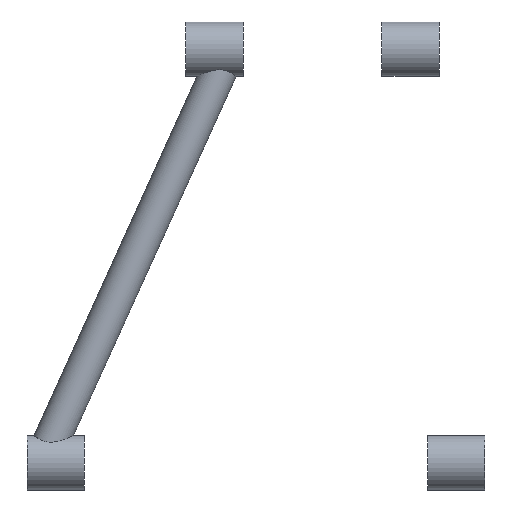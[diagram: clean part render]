
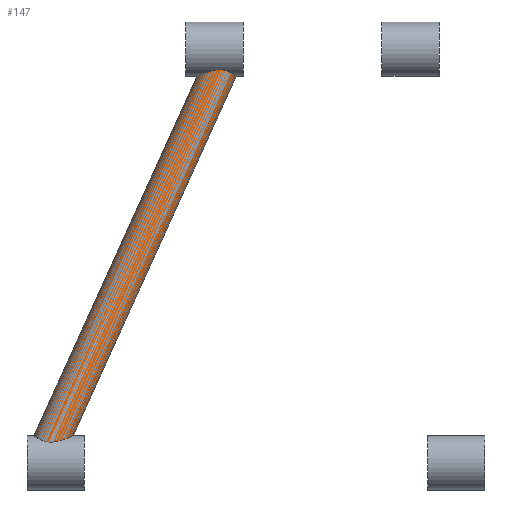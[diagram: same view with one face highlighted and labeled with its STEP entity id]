
A CAD part, left-side view. The second image highlights one B-rep face of the part: STEP entity #147.
In plain terms, the highlighted cylindrical face has radius 12.5 mm (diameter 25 mm), a full revolution.
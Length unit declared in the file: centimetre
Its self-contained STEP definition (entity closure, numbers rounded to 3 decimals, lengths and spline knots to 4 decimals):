
#42=FACE_BOUND('',#62,.T.);
#51=FACE_OUTER_BOUND('',#61,.T.);
#61=EDGE_LOOP('',(#119));
#62=EDGE_LOOP('',(#120));
#77=B_SPLINE_CURVE_WITH_KNOTS('',3,(#213,#214,#215,#216,#217,#218,#219,
#220,#221,#222,#223,#224,#225,#226,#227,#228,#229,#230,#231,#232,#233,#234,
#235,#236,#237,#238,#239,#240,#241,#242,#243,#244,#245,#246,#247,#248,#249,
#250,#251,#252,#253,#254,#255,#256,#257,#258),.UNSPECIFIED.,.T.,.F.,(4,
2,2,2,2,2,2,2,2,2,2,2,2,2,2,2,2,2,2,2,2,2,4),(-8.2226,-7.6153,
-7.0081,-6.5173,-6.2719,-6.0266,
-5.7812,-5.5358,-5.0451,-4.4378,
-3.8305,-3.5881,-3.3457,-3.1033,
-2.8609,-2.3881,-1.9153,-1.4425,
-0.9697,-0.7273,-0.4848,-0.2424,
0.),.UNSPECIFIED.);
#79=B_SPLINE_CURVE_WITH_KNOTS('',3,(#304,#305,#306,#307,#308,#309,#310,
#311,#312,#313,#314,#315,#316,#317,#318,#319,#320,#321,#322,#323,#324,#325,
#326,#327,#328,#329,#330,#331,#332,#333,#334,#335,#336,#337,#338,#339,#340,
#341,#342,#343,#344,#345,#346,#347,#348,#349),.UNSPECIFIED.,.T.,.F.,(4,
2,2,2,2,2,2,2,2,2,2,2,2,2,2,2,2,2,2,2,2,2,4),(-8.2252,-7.9873,
-7.7495,-7.5116,-7.2737,-6.7919,
-6.3102,-5.8284,-5.3467,-5.1088,
-4.8709,-4.633,-4.3952,-3.8228,
-3.2504,-2.724,-2.4608,-2.1976,
-1.9344,-1.6711,-1.1447,-0.5724,0.),
 .UNSPECIFIED.);
#85=VERTEX_POINT('',#212);
#87=VERTEX_POINT('',#303);
#101=EDGE_CURVE('',#85,#85,#77,.T.);
#103=EDGE_CURVE('',#87,#87,#79,.T.);
#119=ORIENTED_EDGE('',*,*,#101,.F.);
#120=ORIENTED_EDGE('',*,*,#103,.T.);
#138=CYLINDRICAL_SURFACE('',#158,1.25);
#147=ADVANCED_FACE('',(#51,#42),#138,.T.);
#158=AXIS2_PLACEMENT_3D('',#302,#178,#179);
#178=DIRECTION('center_axis',(0.,-0.413,0.911));
#179=DIRECTION('ref_axis',(0.,-0.911,-0.413));
#212=CARTESIAN_POINT('',(0.,29.5112,1.9));
#213=CARTESIAN_POINT('Ctrl Pts',(1.25,28.3514,1.4309));
#214=CARTESIAN_POINT('Ctrl Pts',(1.25,28.149,1.4309));
#215=CARTESIAN_POINT('Ctrl Pts',(1.2094,27.9395,1.4681));
#216=CARTESIAN_POINT('Ctrl Pts',(1.0673,27.5474,1.5744));
#217=CARTESIAN_POINT('Ctrl Pts',(0.9651,27.3647,1.6423));
#218=CARTESIAN_POINT('Ctrl Pts',(0.7445,27.0939,1.7515));
#219=CARTESIAN_POINT('Ctrl Pts',(0.6183,26.9777,1.8028));
#220=CARTESIAN_POINT('Ctrl Pts',(0.4007,26.8546,1.8588));
#221=CARTESIAN_POINT('Ctrl Pts',(0.3234,26.8218,1.874));
#222=CARTESIAN_POINT('Ctrl Pts',(0.164,26.7777,1.8946));
#223=CARTESIAN_POINT('Ctrl Pts',(0.0818,26.7663,1.9));
#224=CARTESIAN_POINT('Ctrl Pts',(-0.0818,26.7663,1.9));
#225=CARTESIAN_POINT('Ctrl Pts',(-0.164,26.7777,1.8946));
#226=CARTESIAN_POINT('Ctrl Pts',(-0.3234,26.8218,1.874));
#227=CARTESIAN_POINT('Ctrl Pts',(-0.4007,26.8546,1.8588));
#228=CARTESIAN_POINT('Ctrl Pts',(-0.6183,26.9777,1.8028));
#229=CARTESIAN_POINT('Ctrl Pts',(-0.7445,27.0939,1.7515));
#230=CARTESIAN_POINT('Ctrl Pts',(-0.9651,27.3647,1.6423));
#231=CARTESIAN_POINT('Ctrl Pts',(-1.0673,27.5474,1.5744));
#232=CARTESIAN_POINT('Ctrl Pts',(-1.2094,27.9395,1.4681));
#233=CARTESIAN_POINT('Ctrl Pts',(-1.25,28.149,1.4309));
#234=CARTESIAN_POINT('Ctrl Pts',(-1.25,28.4322,1.4309));
#235=CARTESIAN_POINT('Ctrl Pts',(-1.2434,28.5153,1.4368));
#236=CARTESIAN_POINT('Ctrl Pts',(-1.2135,28.678,1.4621));
#237=CARTESIAN_POINT('Ctrl Pts',(-1.1903,28.7576,1.4815));
#238=CARTESIAN_POINT('Ctrl Pts',(-1.1273,28.9067,1.53));
#239=CARTESIAN_POINT('Ctrl Pts',(-1.0874,28.9765,1.5591));
#240=CARTESIAN_POINT('Ctrl Pts',(-0.9942,29.1027,1.6201));
#241=CARTESIAN_POINT('Ctrl Pts',(-0.9408,29.1591,1.652));
#242=CARTESIAN_POINT('Ctrl Pts',(-0.7729,29.3035,1.7402));
#243=CARTESIAN_POINT('Ctrl Pts',(-0.6327,29.3824,1.7986));
#244=CARTESIAN_POINT('Ctrl Pts',(-0.3251,29.4861,1.8787));
#245=CARTESIAN_POINT('Ctrl Pts',(-0.1576,29.5112,1.9));
#246=CARTESIAN_POINT('Ctrl Pts',(0.1576,29.5112,1.9));
#247=CARTESIAN_POINT('Ctrl Pts',(0.3251,29.4861,1.8787));
#248=CARTESIAN_POINT('Ctrl Pts',(0.6327,29.3824,1.7986));
#249=CARTESIAN_POINT('Ctrl Pts',(0.7729,29.3035,1.7402));
#250=CARTESIAN_POINT('Ctrl Pts',(0.9408,29.1591,1.652));
#251=CARTESIAN_POINT('Ctrl Pts',(0.9942,29.1027,1.6201));
#252=CARTESIAN_POINT('Ctrl Pts',(1.0874,28.9765,1.5591));
#253=CARTESIAN_POINT('Ctrl Pts',(1.1273,28.9067,1.53));
#254=CARTESIAN_POINT('Ctrl Pts',(1.1903,28.7576,1.4815));
#255=CARTESIAN_POINT('Ctrl Pts',(1.2135,28.678,1.4621));
#256=CARTESIAN_POINT('Ctrl Pts',(1.2434,28.5153,1.4368));
#257=CARTESIAN_POINT('Ctrl Pts',(1.25,28.4322,1.4309));
#258=CARTESIAN_POINT('Ctrl Pts',(1.25,28.3514,1.4309));
#302=CARTESIAN_POINT('Origin',(0.,28.1388,1.9));
#303=CARTESIAN_POINT('',(0.,15.3888,27.));
#304=CARTESIAN_POINT('Ctrl Pts',(1.25,16.5486,27.4691));
#305=CARTESIAN_POINT('Ctrl Pts',(1.25,16.4693,27.4691));
#306=CARTESIAN_POINT('Ctrl Pts',(1.2436,16.3877,27.4634));
#307=CARTESIAN_POINT('Ctrl Pts',(1.2149,16.2277,27.439));
#308=CARTESIAN_POINT('Ctrl Pts',(1.1924,16.1492,27.4203));
#309=CARTESIAN_POINT('Ctrl Pts',(1.1316,16.002,27.3733));
#310=CARTESIAN_POINT('Ctrl Pts',(1.0931,15.933,27.345));
#311=CARTESIAN_POINT('Ctrl Pts',(1.003,15.8078,27.2854));
#312=CARTESIAN_POINT('Ctrl Pts',(0.9514,15.7516,27.2542));
#313=CARTESIAN_POINT('Ctrl Pts',(0.7848,15.6039,27.165));
#314=CARTESIAN_POINT('Ctrl Pts',(0.6431,15.5223,27.1049));
#315=CARTESIAN_POINT('Ctrl Pts',(0.3311,15.4148,27.0221));
#316=CARTESIAN_POINT('Ctrl Pts',(0.1606,15.3888,27.));
#317=CARTESIAN_POINT('Ctrl Pts',(-0.1606,15.3888,27.));
#318=CARTESIAN_POINT('Ctrl Pts',(-0.3311,15.4148,27.0221));
#319=CARTESIAN_POINT('Ctrl Pts',(-0.6431,15.5223,27.1049));
#320=CARTESIAN_POINT('Ctrl Pts',(-0.7848,15.6039,27.165));
#321=CARTESIAN_POINT('Ctrl Pts',(-0.9514,15.7516,27.2542));
#322=CARTESIAN_POINT('Ctrl Pts',(-1.003,15.8078,27.2854));
#323=CARTESIAN_POINT('Ctrl Pts',(-1.0931,15.933,27.345));
#324=CARTESIAN_POINT('Ctrl Pts',(-1.1316,16.002,27.3733));
#325=CARTESIAN_POINT('Ctrl Pts',(-1.1924,16.1492,27.4203));
#326=CARTESIAN_POINT('Ctrl Pts',(-1.2149,16.2277,27.439));
#327=CARTESIAN_POINT('Ctrl Pts',(-1.2436,16.3877,27.4634));
#328=CARTESIAN_POINT('Ctrl Pts',(-1.25,16.4693,27.4691));
#329=CARTESIAN_POINT('Ctrl Pts',(-1.25,16.7394,27.4691));
#330=CARTESIAN_POINT('Ctrl Pts',(-1.2136,16.9381,27.4359));
#331=CARTESIAN_POINT('Ctrl Pts',(-1.0854,17.3119,27.3384));
#332=CARTESIAN_POINT('Ctrl Pts',(-0.9929,17.4871,27.2754));
#333=CARTESIAN_POINT('Ctrl Pts',(-0.7836,17.7668,27.1654));
#334=CARTESIAN_POINT('Ctrl Pts',(-0.6533,17.896,27.1089));
#335=CARTESIAN_POINT('Ctrl Pts',(-0.4255,18.0338,27.0466));
#336=CARTESIAN_POINT('Ctrl Pts',(-0.3441,18.0707,27.0295));
#337=CARTESIAN_POINT('Ctrl Pts',(-0.1753,18.1206,27.0062));
#338=CARTESIAN_POINT('Ctrl Pts',(-0.0877,18.1337,27.));
#339=CARTESIAN_POINT('Ctrl Pts',(0.0877,18.1337,27.));
#340=CARTESIAN_POINT('Ctrl Pts',(0.1753,18.1206,27.0062));
#341=CARTESIAN_POINT('Ctrl Pts',(0.3441,18.0707,27.0295));
#342=CARTESIAN_POINT('Ctrl Pts',(0.4255,18.0338,27.0466));
#343=CARTESIAN_POINT('Ctrl Pts',(0.6533,17.896,27.1089));
#344=CARTESIAN_POINT('Ctrl Pts',(0.7836,17.7668,27.1654));
#345=CARTESIAN_POINT('Ctrl Pts',(0.9929,17.4871,27.2754));
#346=CARTESIAN_POINT('Ctrl Pts',(1.0854,17.3119,27.3384));
#347=CARTESIAN_POINT('Ctrl Pts',(1.2136,16.9381,27.4359));
#348=CARTESIAN_POINT('Ctrl Pts',(1.25,16.7394,27.4691));
#349=CARTESIAN_POINT('Ctrl Pts',(1.25,16.5486,27.4691));
